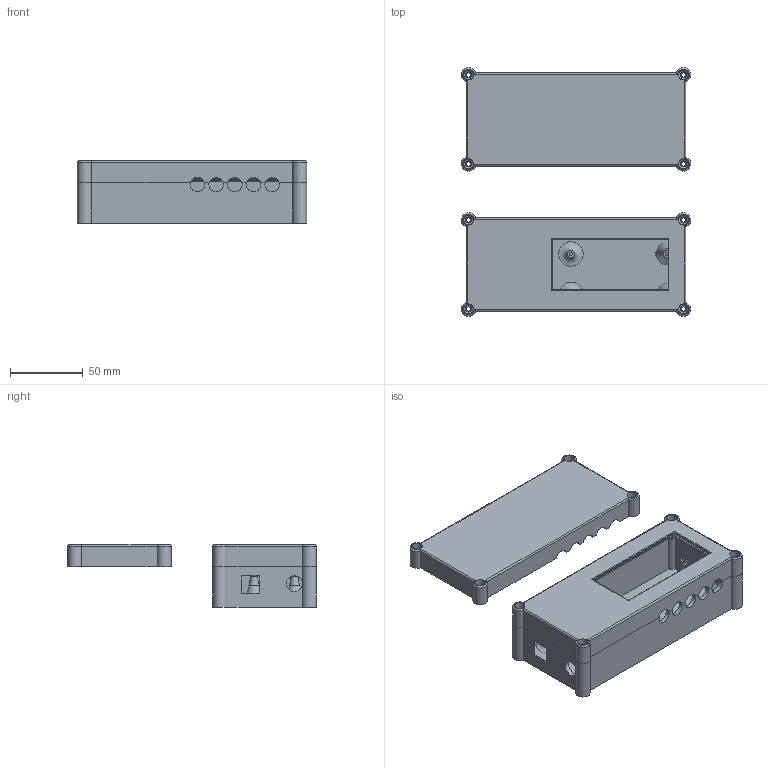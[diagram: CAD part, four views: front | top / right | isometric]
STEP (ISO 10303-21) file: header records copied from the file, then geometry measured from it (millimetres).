
FILE_DESCRIPTION(/* description */ (''),/* implementation_level */ '2;1');
FILE_NAME(/* name */ 'water_quality v5.step',/* time_stamp */ '2022-08-09T20:04:43+02:00',/* author */ (''),/* organization */ (''),/* preprocessor_version */ 'ST-DEVELOPER v19',/* originating_system */ 'Autodesk Translation Framework v11.7.0.108',/* authorisation */ '');
FILE_SCHEMA (('AUTOMOTIVE_DESIGN { 1 0 10303 214 3 1 1 }'));
Length unit declared in the file: millimetre
Products named in the file (1): water_quality
Bounding box: 158.02 x 171.32 x 43 mm (x, y, z)
Volume: 143615.5 mm3; surface area: 106562.9 mm2
Topology: 3 solids, 3 shells, 300 faces, 712 edges, 451 vertices
Faces by surface type: plane 140, cylinder 128, torus 22, cone 10
Full cylindrical faces by diameter (mm): 2 x1, 2.175 x3, 2.2 x2, 3 x13, 3.175 x1, 4.5 x12, 5 x2, 7 x8
Entity records: 8995 total; most frequent: CARTESIAN_POINT 1816, DIRECTION 1543, ORIENTED_EDGE 1424, EDGE_CURVE 712, AXIS2_PLACEMENT_3D 564, VERTEX_POINT 451, LINE 415, VECTOR 415
